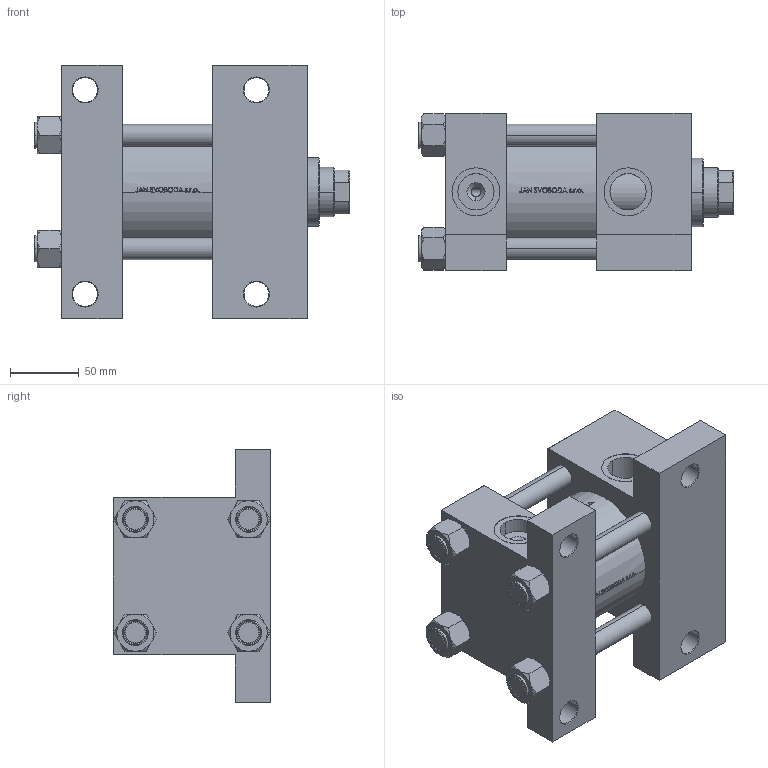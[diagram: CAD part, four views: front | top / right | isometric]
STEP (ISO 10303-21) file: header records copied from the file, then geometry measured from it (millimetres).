
FILE_DESCRIPTION (( 'STEP AP203' ), '1' );
FILE_NAME ('4d0b.STEP', '2025-02-27T09:48:43', ( '' ), ( '' ), 'SwSTEP 2.0', 'SolidWorks 2019', '' );
FILE_SCHEMA (( 'CONFIG_CONTROL_DESIGN' ));
Length unit declared in the file: millimetre
Products named in the file (6): V215CR_VCP_G 1bf1b9f648790fa53fb841fb05ae3172; NUT_M5_G 1bf1b9f648790fa53fb841fb05ae3172; V215CR_G_Body 1bf1b9f648790fa53fb841fb05ae3172; V215_VC_A 1bf1b9f648790fa53fb841fb05ae3172; 4d0b; V215CR_G_TYCINKA 1bf1b9f648790fa53fb841fb05ae3172
Assembly tree (11 placements, depth 2):
  4d0b
    V215CR_G_Body 1bf1b9f648790fa53fb841fb05ae3172
    V215CR_VCP_G 1bf1b9f648790fa53fb841fb05ae3172
    V215CR_G_TYCINKA 1bf1b9f648790fa53fb841fb05ae3172  x4
    NUT_M5_G 1bf1b9f648790fa53fb841fb05ae3172  x4
    V215_VC_A 1bf1b9f648790fa53fb841fb05ae3172
Bounding box: 230 x 115 x 185 mm (x, y, z)
Volume: 1989672.8 mm3; surface area: 289347.8 mm2
Topology: 11 solids, 11 shells, 1135 faces, 2900 edges, 1869 vertices
Faces by surface type: plane 479, bspline 380, cone 144, cylinder 124, torus 8
Entity records: 47928 total; most frequent: CARTESIAN_POINT 26017, ORIENTED_EDGE 5064, DIRECTION 3112, EDGE_CURVE 2532, VERTEX_POINT 1647, VECTOR 1316, LINE 1316, EDGE_LOOP 1081
